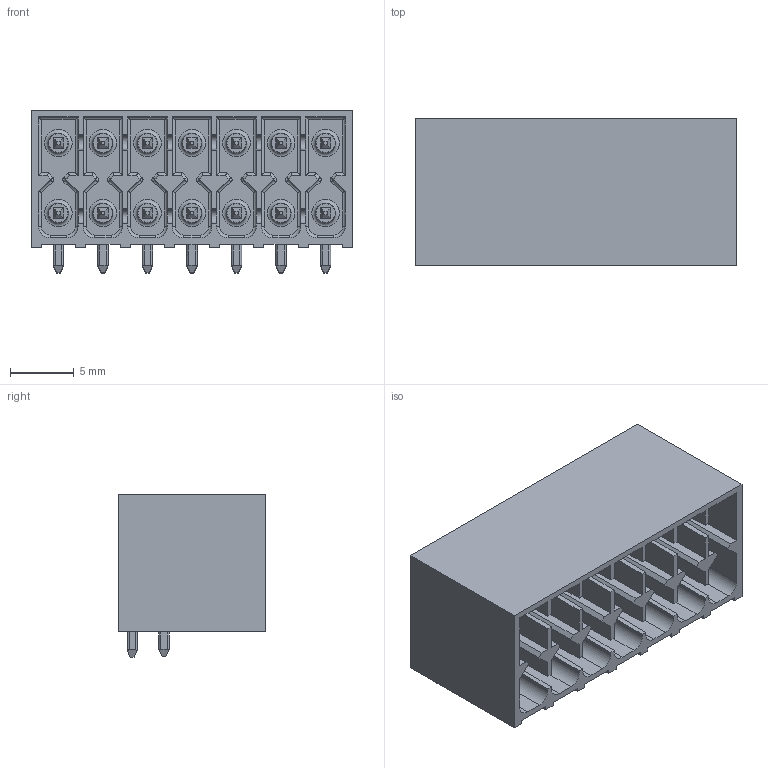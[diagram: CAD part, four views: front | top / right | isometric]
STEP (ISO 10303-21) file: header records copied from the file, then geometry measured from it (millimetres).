
FILE_DESCRIPTION(/* description */ ('Unknown'),/* implementation_level */ '2;1');
FILE_NAME(/* name */ '691378110014',/* time_stamp */ '2024-07-25T09:57:11+02:00',/* author */ ('Unknown'),/* organization */ ('Unknown'),/* preprocessor_version */ 'ST-DEVELOPER v19.4',/* originating_system */ 'Solid Edge',/* authorisation */ 'Unknown');
FILE_SCHEMA (('AUTOMOTIVE_DESIGN {1 0 10303 214 3 1 1}'));
Length unit declared in the file: millimetre
Products named in the file (5): 6917781100xx; 691778110014; 691778110014_Insert; 6917781100xx_Lower Contact; 6917781100xx_Upper Contact
Assembly tree (16 placements, depth 2):
  6917781100xx
    691778110014
    691778110014_Insert
    6917781100xx_Lower Contact  x7
    6917781100xx_Upper Contact  x7
Bounding box: 25.3 x 11.6 x 12.8 mm (x, y, z)
Volume: 1286.4 mm3; surface area: 4444.7 mm2
Topology: 16 solids, 16 shells, 1882 faces, 4807 edges, 2952 vertices
Faces by surface type: plane 1282, cylinder 488, torus 98, cone 14
Entity records: 34678 total; most frequent: CARTESIAN_POINT 6251, ORIENTED_EDGE 6026, DIRECTION 5578, EDGE_CURVE 3013, LINE 2592, VECTOR 2592, VERTEX_POINT 1930, AXIS2_PLACEMENT_3D 1493
